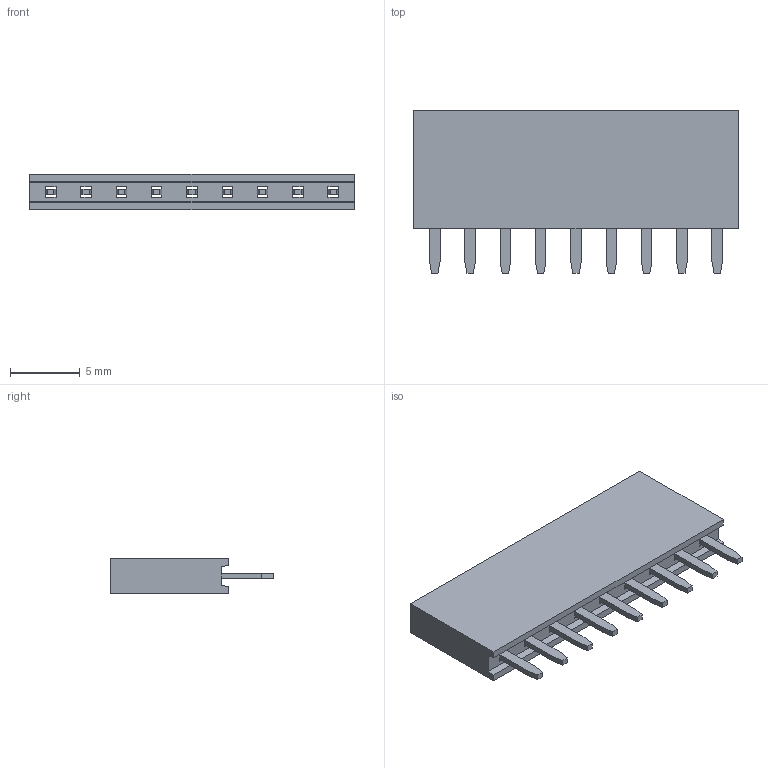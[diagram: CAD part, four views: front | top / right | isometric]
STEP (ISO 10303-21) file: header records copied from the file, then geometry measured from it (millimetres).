
FILE_DESCRIPTION (( 'STEP AP214' ), '1' );
FILE_NAME ('PPTC091LFBN-RC.STEP', '2022-03-14T22:02:44', ( '' ), ( '' ), 'SwSTEP 2.0', 'SolidWorks 2017', '' );
FILE_SCHEMA (( 'AUTOMOTIVE_DESIGN' ));
Length unit declared in the file: inch
Products named in the file (1): PPTC091LFBN-RC
Bounding box: 23.37 x 11.71 x 2.54 mm (x, y, z)
Volume: 463.7 mm3; surface area: 1003.4 mm2
Topology: 10 solids, 10 shells, 217 faces, 555 edges, 358 vertices
Faces by surface type: plane 163, cylinder 54
Entity records: 7730 total; most frequent: CARTESIAN_POINT 1131, ORIENTED_EDGE 1110, DIRECTION 1099, EDGE_CURVE 555, LINE 447, VECTOR 447, VERTEX_POINT 358, AXIS2_PLACEMENT_3D 326
